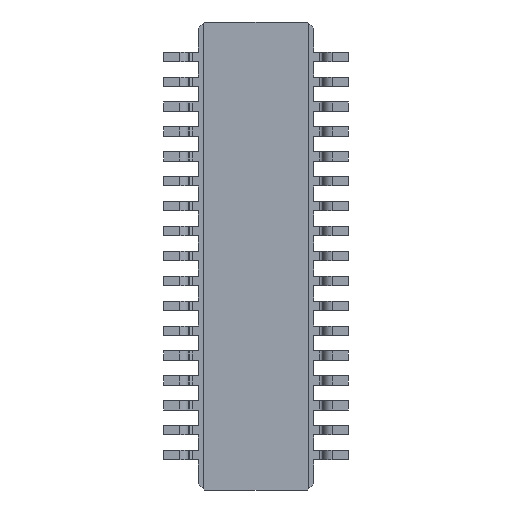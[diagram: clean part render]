
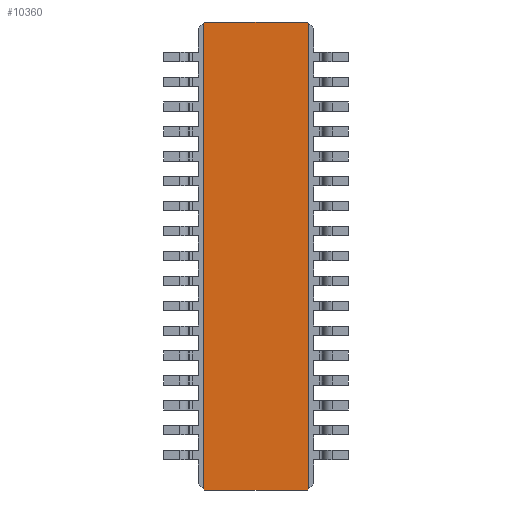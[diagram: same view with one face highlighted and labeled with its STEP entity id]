
A CAD part, front view. The second image highlights one B-rep face of the part: STEP entity #10360.
In plain terms, the highlighted planar face has unit normal (0, -1, 0).
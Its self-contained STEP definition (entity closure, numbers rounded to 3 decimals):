
#60=CARTESIAN_POINT('',(-0.03,-0.6,0.));
#70=DIRECTION('',(0.707,0.,0.707));
#80=VECTOR('',#70,1.);
#90=LINE('',#60,#80);
#100=CARTESIAN_POINT('',(-0.03,-0.6,0.));
#110=VERTEX_POINT('',#100);
#120=CARTESIAN_POINT('',(-0.01,-0.6,0.02));
#130=VERTEX_POINT('',#120);
#140=EDGE_CURVE('',#110,#130,#90,.T.);
#9740=CARTESIAN_POINT('',(-0.855,-0.6,-2.));
#9750=DIRECTION('',(0.,-1.,0.));
#9760=DIRECTION('',(-1.,0.,0.));
#9770=AXIS2_PLACEMENT_3D('',#9740,#9750,#9760);
#9780=PLANE('',#9770);
#9790=CARTESIAN_POINT('',(0.,-0.6,9.2));
#9800=DIRECTION('',(0.707,0.,0.707));
#9810=VECTOR('',#9800,1.);
#9820=LINE('',#9790,#9810);
#9830=CARTESIAN_POINT('',(-1.7,-0.6,7.5));
#9840=VERTEX_POINT('',#9830);
#9850=CARTESIAN_POINT('',(-1.68,-0.6,7.52));
#9860=VERTEX_POINT('',#9850);
#9870=EDGE_CURVE('',#9840,#9860,#9820,.T.);
#9880=ORIENTED_EDGE('',*,*,#9870,.F.);
#9890=CARTESIAN_POINT('',(0.,-0.6,7.52));
#9900=DIRECTION('',(-1.,0.,0.));
#9910=VECTOR('',#9900,1.);
#9920=LINE('',#9890,#9910);
#9930=CARTESIAN_POINT('',(-0.03,-0.6,7.52));
#9940=VERTEX_POINT('',#9930);
#9950=EDGE_CURVE('',#9940,#9860,#9920,.T.);
#9960=ORIENTED_EDGE('',*,*,#9950,.T.);
#9970=CARTESIAN_POINT('',(0.,-0.6,7.49));
#9980=DIRECTION('',(-0.707,0.,0.707));
#9990=VECTOR('',#9980,1.);
#10000=LINE('',#9970,#9990);
#10010=CARTESIAN_POINT('',(-0.01,-0.6,7.5))
;
#10020=VERTEX_POINT('',#10010);
#10030=EDGE_CURVE('',#10020,#9940,#10000,.T.);
#10040=ORIENTED_EDGE('',*,*,#10030,.T.);
#10050=CARTESIAN_POINT('',(-0.01,-0.6,0.));
#10060=DIRECTION('',(0.,0.,1.));
#10070=VECTOR('',#10060,1.);
#10080=LINE('',#10050,#10070);
#10090=EDGE_CURVE('',#130,#10020,#10080,.T.);
#10100=ORIENTED_EDGE('',*,*,#10090,.T.);
#10110=ORIENTED_EDGE('',*,*,#140,.T.);
#10120=CARTESIAN_POINT('',(0.,-0.6,0.));
#10130=DIRECTION('',(1.,0.,0.));
#10140=VECTOR('',#10130,1.);
#10150=LINE('',#10120,#10140);
#10160=CARTESIAN_POINT('',(-1.68,-0.6,0.));
#10170=VERTEX_POINT('',#10160);
#10180=EDGE_CURVE('',#10170,#110,#10150,.T.);
#10190=ORIENTED_EDGE('',*,*,#10180,.T.);
#10200=CARTESIAN_POINT('',(0.,-0.6,-1.68));
#10210=DIRECTION('',(-0.707,0.,0.707));
#10220=VECTOR('',#10210,1.);
#10230=LINE('',#10200,#10220);
#10240=CARTESIAN_POINT('',(-1.7,-0.6,0.02));
#10250=VERTEX_POINT('',#10240);
#10260=EDGE_CURVE('',#10170,#10250,#10230,.T.);
#10270=ORIENTED_EDGE('',*,*,#10260,.F.);
#10280=CARTESIAN_POINT('',(-1.7,-0.6,0.));
#10290=DIRECTION('',(0.,0.,1.));
#10300=VECTOR('',#10290,1.);
#10310=LINE('',#10280,#10300);
#10320=EDGE_CURVE('',#10250,#9840,#10310,.T.);
#10330=ORIENTED_EDGE('',*,*,#10320,.F.);
#10340=EDGE_LOOP('',(#10330,#10270,#10190,#10110,#10100,#10040,#9960,
#9880));
#10350=FACE_OUTER_BOUND('',#10340,.T.);
#10360=ADVANCED_FACE('',(#10350),#9780,.T.);
